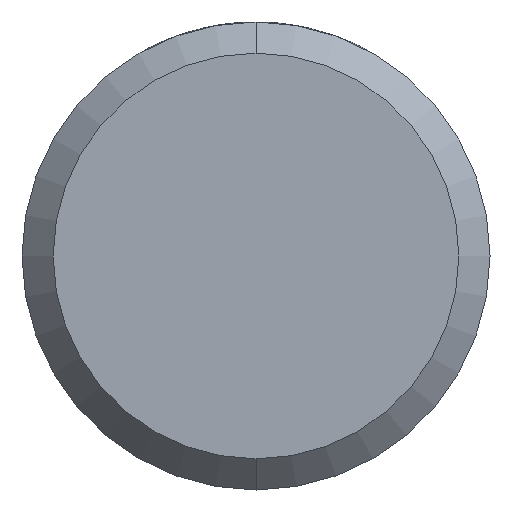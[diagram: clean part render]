
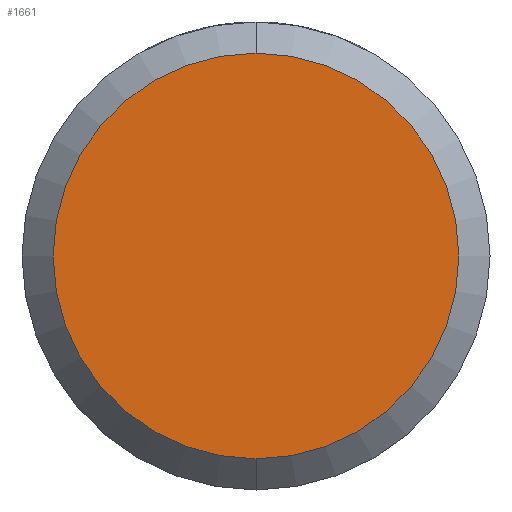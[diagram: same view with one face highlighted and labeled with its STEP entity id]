
A CAD part, front view. The second image highlights one B-rep face of the part: STEP entity #1661.
In plain terms, the highlighted planar face has unit normal (0, -1, 0).
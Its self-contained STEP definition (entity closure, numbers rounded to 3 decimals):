
#38 = AXIS2_PLACEMENT_3D ( 'NONE', #2235, #2975, #3213 ) ;
#202 = VERTEX_POINT ( 'NONE', #1866 ) ;
#361 = DIRECTION ( 'NONE',  ( 0., 0., -1. ) ) ;
#452 = ORIENTED_EDGE ( 'NONE', *, *, #1732, .T. ) ;
#481 = ORIENTED_EDGE ( 'NONE', *, *, #1349, .T. ) ;
#771 = AXIS2_PLACEMENT_3D ( 'NONE', #2460, #989, #361 ) ;
#900 = DIRECTION ( 'NONE',  ( 0., 0., -1. ) ) ;
#987 = FACE_OUTER_BOUND ( 'NONE', #3147, .T. ) ;
#989 = DIRECTION ( 'NONE',  ( 0., -1., 0. ) ) ;
#1349 = EDGE_CURVE ( 'Defeature ausgef�hrt2_0+Defeature ausgef�hrt2_8+Defeature ausgef�hrt2_8+Defeature ausgef�hrt2_8', #202, #1928, #2025, .T. ) ;
#1498 = PLANE ( 'NONE',  #38 ) ;
#1659 = CARTESIAN_POINT ( 'NONE',  ( 0., -40., 0. ) ) ;
#1661 = ADVANCED_FACE ( 'Defeature ausgef�hrt2_0', ( #987 ), #1498, .T. ) ;
#1732 = EDGE_CURVE ( 'Defeature ausgef�hrt2_0+Defeature ausgef�hrt2_8+Defeature ausgef�hrt2_8+Defeature ausgef�hrt2_8', #1928, #202, #2517, .T. ) ;
#1866 = CARTESIAN_POINT ( 'NONE',  ( 0., -40., -1.3 ) ) ;
#1928 = VERTEX_POINT ( 'NONE', #2997 ) ;
#2025 = CIRCLE ( 'NONE', #3121, 1.3 ) ;
#2235 = CARTESIAN_POINT ( 'NONE',  ( 0., -40., 0. ) ) ;
#2460 = CARTESIAN_POINT ( 'NONE',  ( 0., -40., 0. ) ) ;
#2517 = CIRCLE ( 'NONE', #771, 1.3 ) ;
#2643 = DIRECTION ( 'NONE',  ( 0., -1., 0. ) ) ;
#2975 = DIRECTION ( 'NONE',  ( 0., -1., 0. ) ) ;
#2997 = CARTESIAN_POINT ( 'NONE',  ( 0., -40., 1.3 ) ) ;
#3121 = AXIS2_PLACEMENT_3D ( 'NONE', #1659, #2643, #900 ) ;
#3147 = EDGE_LOOP ( 'NONE', ( #452, #481 ) ) ;
#3213 = DIRECTION ( 'NONE',  ( 0., 0., -1. ) ) ;
